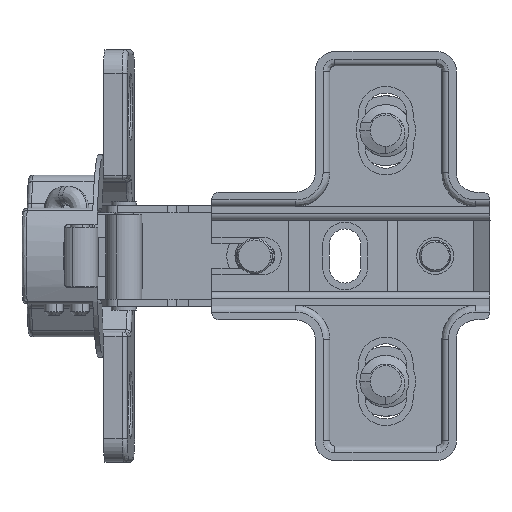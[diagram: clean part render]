
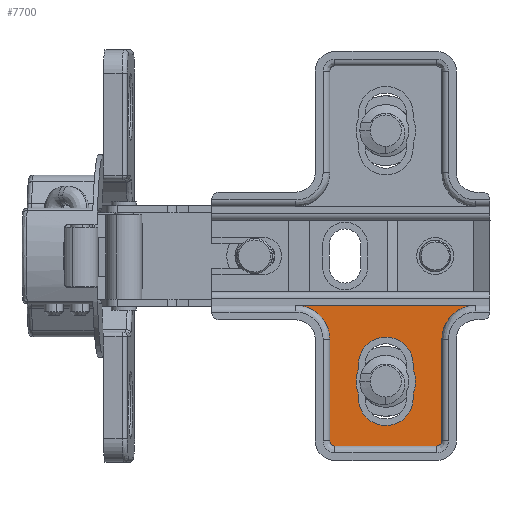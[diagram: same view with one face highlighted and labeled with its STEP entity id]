
A CAD part, front view. The second image highlights one B-rep face of the part: STEP entity #7700.
In plain terms, the highlighted face is planar.
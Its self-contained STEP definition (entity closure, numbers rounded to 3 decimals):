
#144 = CARTESIAN_POINT ( 'NONE',  ( -5.4, 14.52, 2.65 ) ) ;
#172 = DIRECTION ( 'NONE',  ( -1., 0., 0. ) ) ;
#183 = ORIENTED_EDGE ( 'NONE', *, *, #11072, .F. ) ;
#630 = EDGE_LOOP ( 'NONE', ( #18500, #24689, #27723, #34391, #29700, #14681, #30625, #13318, #1000 ) ) ;
#655 = DIRECTION ( 'NONE',  ( 0., 1., 0. ) ) ;
#710 = DIRECTION ( 'NONE',  ( -1., 0., 0. ) ) ;
#762 = DIRECTION ( 'NONE',  ( 1., 0., 0. ) ) ;
#957 = DIRECTION ( 'NONE',  ( 0., 0., 1. ) ) ;
#1000 = ORIENTED_EDGE ( 'NONE', *, *, #1835, .T. ) ;
#1123 = DIRECTION ( 'NONE',  ( -1., 0., 0. ) ) ;
#1202 = DIRECTION ( 'NONE',  ( 0., -1., 0. ) ) ;
#1471 = VERTEX_POINT ( 'NONE', #30201 ) ;
#1517 = CIRCLE ( 'NONE', #21454, 4.35 ) ;
#1675 = CARTESIAN_POINT ( 'NONE',  ( 4.6, 23.6, 2.65 ) ) ;
#1835 = EDGE_CURVE ( 'NONE', #22218, #24008, #9832, .T. ) ;
#2164 = DIRECTION ( 'NONE',  ( 0., -1., 0. ) ) ;
#2383 = CARTESIAN_POINT ( 'NONE',  ( -9.05, 23.6, 2.65 ) ) ;
#2997 = VECTOR ( 'NONE', #2164, 1000. ) ;
#3020 = DIRECTION ( 'NONE',  ( 0., 0., 1. ) ) ;
#3159 = EDGE_CURVE ( 'NONE', #1471, #12396, #3246, .T. ) ;
#3246 = CIRCLE ( 'NONE', #5579, 0.65 ) ;
#3422 = EDGE_LOOP ( 'NONE', ( #13439, #183, #15885, #20586, #9070, #14842, #18990, #30024 ) ) ;
#3565 = CARTESIAN_POINT ( 'NONE',  ( 9.6, 10.65, 2.65 ) ) ;
#3979 = VERTEX_POINT ( 'NONE', #12754 ) ;
#4007 = VECTOR ( 'NONE', #710, 1000. ) ;
#4074 = DIRECTION ( 'NONE',  ( 0., 1., 0. ) ) ;
#4145 = CARTESIAN_POINT ( 'NONE',  ( 9.6, 6.3, 2.65 ) ) ;
#4359 = AXIS2_PLACEMENT_3D ( 'NONE', #6157, #34119, #28368 ) ;
#4471 = CARTESIAN_POINT ( 'NONE',  ( 1.9, 16., 2.65 ) ) ;
#5150 = VECTOR ( 'NONE', #655, 1000. ) ;
#5579 = AXIS2_PLACEMENT_3D ( 'NONE', #1675, #23894, #1123 ) ;
#5931 = LINE ( 'NONE', #25944, #27405 ) ;
#6156 = EDGE_CURVE ( 'NONE', #18687, #34137, #5931, .T. ) ;
#6157 = CARTESIAN_POINT ( 'NONE',  ( -1.9, 16., 2.65 ) ) ;
#6195 = CARTESIAN_POINT ( 'NONE',  ( 1.6, 14.52, 2.65 ) ) ;
#6304 = EDGE_CURVE ( 'NONE', #15980, #25273, #7193, .T. ) ;
#7098 = EDGE_CURVE ( 'NONE', #22207, #16569, #32527, .T. ) ;
#7193 = LINE ( 'NONE', #32210, #19771 ) ;
#7421 = VERTEX_POINT ( 'NONE', #22100 ) ;
#7700 = ADVANCED_FACE ( 'NONE', ( #12004, #22147 ), #23194, .F. ) ;
#8062 = DIRECTION ( 'NONE',  ( 0., 0., 1. ) ) ;
#8468 = CARTESIAN_POINT ( 'NONE',  ( -13.4, 10.65, 2.65 ) ) ;
#8920 = VERTEX_POINT ( 'NONE', #33055 ) ;
#9070 = ORIENTED_EDGE ( 'NONE', *, *, #20023, .F. ) ;
#9253 = CARTESIAN_POINT ( 'NONE',  ( -13.538, 6.3, 2.65 ) ) ;
#9716 = LINE ( 'NONE', #26595, #4007 ) ;
#9832 = CIRCLE ( 'NONE', #12191, 3.5 ) ;
#9907 = LINE ( 'NONE', #26976, #18236 ) ;
#9948 = EDGE_CURVE ( 'NONE', #3979, #1471, #32106, .T. ) ;
#9959 = AXIS2_PLACEMENT_3D ( 'NONE', #3565, #14764, #12202 ) ;
#10722 = VERTEX_POINT ( 'NONE', #34791 ) ;
#11072 = EDGE_CURVE ( 'NONE', #18410, #18687, #1517, .T. ) ;
#11515 = AXIS2_PLACEMENT_3D ( 'NONE', #19071, #13920, #36186 ) ;
#11789 = EDGE_CURVE ( 'NONE', #15980, #20792, #19171, .T. ) ;
#11812 = EDGE_CURVE ( 'NONE', #16569, #7421, #16227, .T. ) ;
#12004 = FACE_BOUND ( 'NONE', #630, .T. ) ;
#12191 = AXIS2_PLACEMENT_3D ( 'NONE', #27895, #14119, #25319 ) ;
#12202 = DIRECTION ( 'NONE',  ( -1., 0., 0. ) ) ;
#12396 = VERTEX_POINT ( 'NONE', #23717 ) ;
#12754 = CARTESIAN_POINT ( 'NONE',  ( 5.25, 10.65, 2.65 ) ) ;
#13318 = ORIENTED_EDGE ( 'NONE', *, *, #16072, .F. ) ;
#13439 = ORIENTED_EDGE ( 'NONE', *, *, #6156, .F. ) ;
#13920 = DIRECTION ( 'NONE',  ( 0., 0., 1. ) ) ;
#14119 = DIRECTION ( 'NONE',  ( 0., 0., 1. ) ) ;
#14681 = ORIENTED_EDGE ( 'NONE', *, *, #7098, .T. ) ;
#14764 = DIRECTION ( 'NONE',  ( 0., 0., -1. ) ) ;
#14806 = CARTESIAN_POINT ( 'NONE',  ( -5.4, 15.275, 2.65 ) ) ;
#14842 = ORIENTED_EDGE ( 'NONE', *, *, #3159, .F. ) ;
#15469 = EDGE_CURVE ( 'NONE', #10722, #25273, #24076, .T. ) ;
#15885 = ORIENTED_EDGE ( 'NONE', *, *, #19238, .F. ) ;
#15980 = VERTEX_POINT ( 'NONE', #28822 ) ;
#16035 = CARTESIAN_POINT ( 'NONE',  ( 1.6, 13.85, 2.65 ) ) ;
#16072 = EDGE_CURVE ( 'NONE', #22218, #7421, #9907, .T. ) ;
#16227 = CIRCLE ( 'NONE', #22664, 3.8 ) ;
#16237 = EDGE_CURVE ( 'NONE', #22207, #20792, #30829, .T. ) ;
#16569 = VERTEX_POINT ( 'NONE', #4471 ) ;
#17021 = AXIS2_PLACEMENT_3D ( 'NONE', #22122, #3020, #36130 ) ;
#17038 = CARTESIAN_POINT ( 'NONE',  ( -1.9, 13.85, 2.65 ) ) ;
#17522 = EDGE_CURVE ( 'NONE', #8920, #36302, #27348, .T. ) ;
#18236 = VECTOR ( 'NONE', #32687, 1000. ) ;
#18410 = VERTEX_POINT ( 'NONE', #25567 ) ;
#18500 = ORIENTED_EDGE ( 'NONE', *, *, #19194, .F. ) ;
#18687 = VERTEX_POINT ( 'NONE', #30686 ) ;
#18990 = ORIENTED_EDGE ( 'NONE', *, *, #9948, .F. ) ;
#19071 = CARTESIAN_POINT ( 'NONE',  ( -8.4, 23.6, 2.65 ) ) ;
#19171 = CIRCLE ( 'NONE', #21509, 3.5 ) ;
#19194 = EDGE_CURVE ( 'NONE', #10722, #24008, #23068, .T. ) ;
#19238 = EDGE_CURVE ( 'NONE', #36302, #18410, #28935, .T. ) ;
#19771 = VECTOR ( 'NONE', #4074, 1000. ) ;
#20023 = EDGE_CURVE ( 'NONE', #12396, #8920, #9716, .T. ) ;
#20586 = ORIENTED_EDGE ( 'NONE', *, *, #17522, .F. ) ;
#20735 = VECTOR ( 'NONE', #23802, 1000. ) ;
#20792 = VERTEX_POINT ( 'NONE', #16035 ) ;
#21454 = AXIS2_PLACEMENT_3D ( 'NONE', #8468, #27581, #172 ) ;
#21509 = AXIS2_PLACEMENT_3D ( 'NONE', #17038, #8062, #22184 ) ;
#22100 = CARTESIAN_POINT ( 'NONE',  ( 1.6, 17.48, 2.65 ) ) ;
#22122 = CARTESIAN_POINT ( 'NONE',  ( -1.9, 16., 2.65 ) ) ;
#22147 = FACE_OUTER_BOUND ( 'NONE', #3422, .T. ) ;
#22184 = DIRECTION ( 'NONE',  ( 1., 0., 0. ) ) ;
#22207 = VERTEX_POINT ( 'NONE', #6195 ) ;
#22218 = VERTEX_POINT ( 'NONE', #22893 ) ;
#22664 = AXIS2_PLACEMENT_3D ( 'NONE', #28058, #36185, #30654 ) ;
#22841 = CIRCLE ( 'NONE', #9959, 4.35 ) ;
#22893 = CARTESIAN_POINT ( 'NONE',  ( 1.6, 18.15, 2.65 ) ) ;
#23068 = LINE ( 'NONE', #14806, #5150 ) ;
#23194 = PLANE ( 'NONE',  #29006 ) ;
#23717 = CARTESIAN_POINT ( 'NONE',  ( 4.6, 24.25, 2.65 ) ) ;
#23802 = DIRECTION ( 'NONE',  ( 0., 1., 0. ) ) ;
#23894 = DIRECTION ( 'NONE',  ( 0., 0., 1. ) ) ;
#24008 = VERTEX_POINT ( 'NONE', #24042 ) ;
#24042 = CARTESIAN_POINT ( 'NONE',  ( -5.4, 18.15, 2.65 ) ) ;
#24076 = CIRCLE ( 'NONE', #17021, 3.8 ) ;
#24689 = ORIENTED_EDGE ( 'NONE', *, *, #15469, .T. ) ;
#25273 = VERTEX_POINT ( 'NONE', #144 ) ;
#25319 = DIRECTION ( 'NONE',  ( 1., 0., 0. ) ) ;
#25567 = CARTESIAN_POINT ( 'NONE',  ( -9.05, 10.65, 2.65 ) ) ;
#25944 = CARTESIAN_POINT ( 'NONE',  ( -1.9, 6.3, 2.65 ) ) ;
#26140 = EDGE_CURVE ( 'NONE', #34137, #3979, #22841, .T. ) ;
#26190 = CARTESIAN_POINT ( 'NONE',  ( -9.05, 15.275, 2.65 ) ) ;
#26563 = CARTESIAN_POINT ( 'NONE',  ( 5.25, 15.275, 2.65 ) ) ;
#26595 = CARTESIAN_POINT ( 'NONE',  ( -1.9, 24.25, 2.65 ) ) ;
#26976 = CARTESIAN_POINT ( 'NONE',  ( 1.6, 15.275, 2.65 ) ) ;
#27348 = CIRCLE ( 'NONE', #11515, 0.65 ) ;
#27405 = VECTOR ( 'NONE', #762, 1000. ) ;
#27581 = DIRECTION ( 'NONE',  ( 0., 0., -1. ) ) ;
#27723 = ORIENTED_EDGE ( 'NONE', *, *, #6304, .F. ) ;
#27895 = CARTESIAN_POINT ( 'NONE',  ( -1.9, 18.15, 2.65 ) ) ;
#28058 = CARTESIAN_POINT ( 'NONE',  ( -1.9, 16., 2.65 ) ) ;
#28368 = DIRECTION ( 'NONE',  ( 1., 0., 0. ) ) ;
#28822 = CARTESIAN_POINT ( 'NONE',  ( -5.4, 13.85, 2.65 ) ) ;
#28935 = LINE ( 'NONE', #26190, #29176 ) ;
#29006 = AXIS2_PLACEMENT_3D ( 'NONE', #9253, #957, #33406 ) ;
#29176 = VECTOR ( 'NONE', #1202, 1000. ) ;
#29700 = ORIENTED_EDGE ( 'NONE', *, *, #16237, .F. ) ;
#30024 = ORIENTED_EDGE ( 'NONE', *, *, #26140, .F. ) ;
#30201 = CARTESIAN_POINT ( 'NONE',  ( 5.25, 23.6, 2.65 ) ) ;
#30625 = ORIENTED_EDGE ( 'NONE', *, *, #11812, .T. ) ;
#30654 = DIRECTION ( 'NONE',  ( 1., 0., 0. ) ) ;
#30686 = CARTESIAN_POINT ( 'NONE',  ( -13.4, 6.3, 2.65 ) ) ;
#30829 = LINE ( 'NONE', #32878, #2997 ) ;
#32106 = LINE ( 'NONE', #26563, #20735 ) ;
#32210 = CARTESIAN_POINT ( 'NONE',  ( -5.4, 15.275, 2.65 ) ) ;
#32527 = CIRCLE ( 'NONE', #4359, 3.8 ) ;
#32687 = DIRECTION ( 'NONE',  ( 0., -1., 0. ) ) ;
#32878 = CARTESIAN_POINT ( 'NONE',  ( 1.6, 15.275, 2.65 ) ) ;
#33055 = CARTESIAN_POINT ( 'NONE',  ( -8.4, 24.25, 2.65 ) ) ;
#33406 = DIRECTION ( 'NONE',  ( 1., 0., 0. ) ) ;
#34119 = DIRECTION ( 'NONE',  ( 0., 0., 1. ) ) ;
#34137 = VERTEX_POINT ( 'NONE', #4145 ) ;
#34391 = ORIENTED_EDGE ( 'NONE', *, *, #11789, .T. ) ;
#34791 = CARTESIAN_POINT ( 'NONE',  ( -5.4, 17.48, 2.65 ) ) ;
#36130 = DIRECTION ( 'NONE',  ( 1., 0., 0. ) ) ;
#36185 = DIRECTION ( 'NONE',  ( 0., 0., 1. ) ) ;
#36186 = DIRECTION ( 'NONE',  ( -1., 0., 0. ) ) ;
#36302 = VERTEX_POINT ( 'NONE', #2383 ) ;
